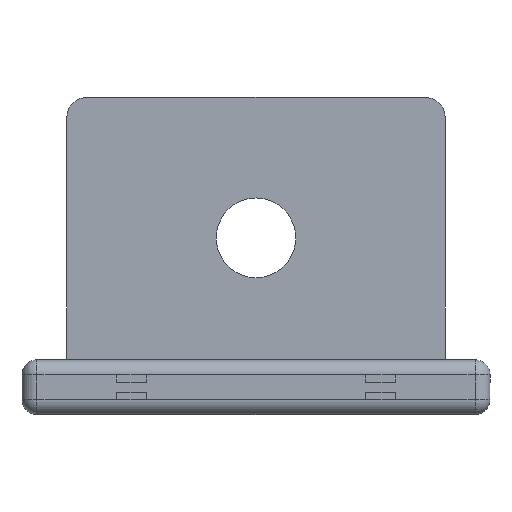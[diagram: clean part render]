
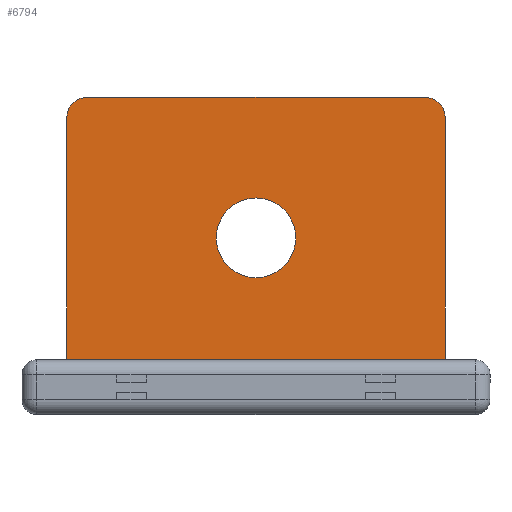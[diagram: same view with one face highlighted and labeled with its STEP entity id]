
A CAD part, left-side view. The second image highlights one B-rep face of the part: STEP entity #6794.
In plain terms, the highlighted planar face has unit normal (-1, 0, 0).
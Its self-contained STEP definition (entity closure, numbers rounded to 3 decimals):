
#159 = CARTESIAN_POINT ( 'NONE',  ( 20., -19., 27.1 ) ) ;
#169 = CARTESIAN_POINT ( 'NONE',  ( 20., -17., 29.1 ) ) ;
#250 = LINE ( 'NONE', #2670, #2987 ) ;
#273 = LINE ( 'NONE', #6362, #5107 ) ;
#456 = CARTESIAN_POINT ( 'NONE',  ( 20., 19., -0.9 ) ) ;
#536 = DIRECTION ( 'NONE',  ( -1., 0., 0. ) ) ;
#548 = ORIENTED_EDGE ( 'NONE', *, *, #677, .T. ) ;
#658 = VERTEX_POINT ( 'NONE', #2311 ) ;
#677 = EDGE_CURVE ( 'NONE', #2959, #6446, #5401, .T. ) ;
#762 = CARTESIAN_POINT ( 'NONE',  ( 20., 17., 27.1 ) ) ;
#791 = ORIENTED_EDGE ( 'NONE', *, *, #2285, .F. ) ;
#808 = CARTESIAN_POINT ( 'NONE',  ( 20., 19., 27.1 ) ) ;
#828 = DIRECTION ( 'NONE',  ( 0., -1., 0. ) ) ;
#913 = CARTESIAN_POINT ( 'NONE',  ( 20., 17., -0.9 ) ) ;
#962 = CARTESIAN_POINT ( 'NONE',  ( 20., 19., 29.1 ) ) ;
#1042 = ORIENTED_EDGE ( 'NONE', *, *, #6007, .T. ) ;
#1051 = DIRECTION ( 'NONE',  ( -1., 0., 0. ) ) ;
#1052 = VERTEX_POINT ( 'NONE', #7081 ) ;
#1082 = VECTOR ( 'NONE', #2427, 1000. ) ;
#1119 = EDGE_CURVE ( 'NONE', #7015, #2959, #5211, .T. ) ;
#1240 = EDGE_LOOP ( 'NONE', ( #6232, #5415 ) ) ;
#1341 = VERTEX_POINT ( 'NONE', #6945 ) ;
#1357 = VERTEX_POINT ( 'NONE', #6982 ) ;
#1358 = DIRECTION ( 'NONE',  ( 0., 0., -1. ) ) ;
#1412 = DIRECTION ( 'NONE',  ( 0., 0., -1. ) ) ;
#1435 = LINE ( 'NONE', #6253, #4652 ) ;
#1478 = DIRECTION ( 'NONE',  ( 0., 0., 1. ) ) ;
#1516 = CARTESIAN_POINT ( 'NONE',  ( 20., -17., -0.9 ) ) ;
#1546 = VECTOR ( 'NONE', #1744, 1000. ) ;
#1563 = EDGE_CURVE ( 'NONE', #6675, #4973, #3169, .T. ) ;
#1709 = EDGE_CURVE ( 'NONE', #6446, #5927, #3292, .T. ) ;
#1744 = DIRECTION ( 'NONE',  ( 0., -1., 0. ) ) ;
#1773 = ORIENTED_EDGE ( 'NONE', *, *, #4833, .T. ) ;
#1911 = CIRCLE ( 'NONE', #6327, 2. ) ;
#2002 = CARTESIAN_POINT ( 'NONE',  ( 20., 0., 15. ) ) ;
#2193 = DIRECTION ( 'NONE',  ( -1., 0., 0. ) ) ;
#2253 = DIRECTION ( 'NONE',  ( 0., 0., -1. ) ) ;
#2285 = EDGE_CURVE ( 'NONE', #658, #6750, #6708, .T. ) ;
#2311 = CARTESIAN_POINT ( 'NONE',  ( 20., 19., 1.1 ) ) ;
#2368 = EDGE_CURVE ( 'NONE', #5927, #5460, #4941, .T. ) ;
#2372 = FACE_OUTER_BOUND ( 'NONE', #7374, .T. ) ;
#2427 = DIRECTION ( 'NONE',  ( 0., 0., -1. ) ) ;
#2458 = EDGE_CURVE ( 'NONE', #4973, #6675, #5700, .T. ) ;
#2542 = DIRECTION ( 'NONE',  ( 1., 0., 0. ) ) ;
#2670 = CARTESIAN_POINT ( 'NONE',  ( 20., 11., -0.9 ) ) ;
#2697 = DIRECTION ( 'NONE',  ( 0., -1., 0. ) ) ;
#2836 = ORIENTED_EDGE ( 'NONE', *, *, #1709, .T. ) ;
#2959 = VERTEX_POINT ( 'NONE', #1516 ) ;
#2987 = VECTOR ( 'NONE', #5078, 1000. ) ;
#3105 = AXIS2_PLACEMENT_3D ( 'NONE', #6600, #1051, #5965 ) ;
#3169 = CIRCLE ( 'NONE', #6073, 4. ) ;
#3292 = LINE ( 'NONE', #4038, #4430 ) ;
#3481 = CARTESIAN_POINT ( 'NONE',  ( 20., 19., -0.9 ) ) ;
#3610 = CARTESIAN_POINT ( 'NONE',  ( 20., -11., -0.9 ) ) ;
#3767 = EDGE_CURVE ( 'NONE', #1357, #4144, #1435, .T. ) ;
#3803 = ORIENTED_EDGE ( 'NONE', *, *, #4551, .F. ) ;
#3865 = CIRCLE ( 'NONE', #3105, 2. ) ;
#3866 = CARTESIAN_POINT ( 'NONE',  ( 20., -11., 1.4 ) ) ;
#4022 = AXIS2_PLACEMENT_3D ( 'NONE', #7649, #2193, #4716 ) ;
#4038 = CARTESIAN_POINT ( 'NONE',  ( 20., -19., -0.9 ) ) ;
#4067 = FACE_BOUND ( 'NONE', #1240, .T. ) ;
#4144 = VERTEX_POINT ( 'NONE', #3866 ) ;
#4315 = AXIS2_PLACEMENT_3D ( 'NONE', #2002, #4416, #7463 ) ;
#4376 = ORIENTED_EDGE ( 'NONE', *, *, #2368, .T. ) ;
#4416 = DIRECTION ( 'NONE',  ( 1., 0., 0. ) ) ;
#4430 = VECTOR ( 'NONE', #1478, 1000. ) ;
#4551 = EDGE_CURVE ( 'NONE', #1357, #1341, #250, .T. ) ;
#4606 = DIRECTION ( 'NONE',  ( 0., -1., 0. ) ) ;
#4652 = VECTOR ( 'NONE', #828, 1000. ) ;
#4689 = AXIS2_PLACEMENT_3D ( 'NONE', #5086, #6273, #1412 ) ;
#4716 = DIRECTION ( 'NONE',  ( 0., 0., -1. ) ) ;
#4833 = EDGE_CURVE ( 'NONE', #4144, #7015, #6612, .T. ) ;
#4941 = CIRCLE ( 'NONE', #4689, 2. ) ;
#4973 = VERTEX_POINT ( 'NONE', #4986 ) ;
#4986 = CARTESIAN_POINT ( 'NONE',  ( 20., 0., 19. ) ) ;
#5050 = ORIENTED_EDGE ( 'NONE', *, *, #7691, .F. ) ;
#5078 = DIRECTION ( 'NONE',  ( 0., 0., -1. ) ) ;
#5086 = CARTESIAN_POINT ( 'NONE',  ( 20., -17., 27.1 ) ) ;
#5107 = VECTOR ( 'NONE', #2697, 1000. ) ;
#5211 = LINE ( 'NONE', #3481, #1546 ) ;
#5361 = DIRECTION ( 'NONE',  ( 0., 0., -1. ) ) ;
#5401 = CIRCLE ( 'NONE', #4022, 2. ) ;
#5415 = ORIENTED_EDGE ( 'NONE', *, *, #1563, .T. ) ;
#5460 = VERTEX_POINT ( 'NONE', #169 ) ;
#5490 = AXIS2_PLACEMENT_3D ( 'NONE', #456, #7670, #2253 ) ;
#5585 = VERTEX_POINT ( 'NONE', #913 ) ;
#5700 = CIRCLE ( 'NONE', #4315, 4. ) ;
#5706 = VECTOR ( 'NONE', #4606, 1000. ) ;
#5915 = CARTESIAN_POINT ( 'NONE',  ( 20., -19., 1.1 ) ) ;
#5927 = VERTEX_POINT ( 'NONE', #159 ) ;
#5965 = DIRECTION ( 'NONE',  ( 0., 0., -1. ) ) ;
#6007 = EDGE_CURVE ( 'NONE', #5585, #1341, #273, .T. ) ;
#6052 = ORIENTED_EDGE ( 'NONE', *, *, #7598, .T. ) ;
#6073 = AXIS2_PLACEMENT_3D ( 'NONE', #6174, #2542, #1358 ) ;
#6110 = CARTESIAN_POINT ( 'NONE',  ( 20., 19., -0.9 ) ) ;
#6174 = CARTESIAN_POINT ( 'NONE',  ( 20., 0., 15. ) ) ;
#6188 = CARTESIAN_POINT ( 'NONE',  ( 20., 0., 11. ) ) ;
#6232 = ORIENTED_EDGE ( 'NONE', *, *, #2458, .T. ) ;
#6253 = CARTESIAN_POINT ( 'NONE',  ( 20., -11., 1.4 ) ) ;
#6273 = DIRECTION ( 'NONE',  ( -1., 0., 0. ) ) ;
#6327 = AXIS2_PLACEMENT_3D ( 'NONE', #762, #536, #5361 ) ;
#6362 = CARTESIAN_POINT ( 'NONE',  ( 20., 19., -0.9 ) ) ;
#6384 = LINE ( 'NONE', #962, #5706 ) ;
#6446 = VERTEX_POINT ( 'NONE', #5915 ) ;
#6600 = CARTESIAN_POINT ( 'NONE',  ( 20., 17., 1.1 ) ) ;
#6612 = LINE ( 'NONE', #3610, #1082 ) ;
#6629 = DIRECTION ( 'NONE',  ( 0., 0., 1. ) ) ;
#6675 = VERTEX_POINT ( 'NONE', #6188 ) ;
#6708 = LINE ( 'NONE', #6110, #7732 ) ;
#6750 = VERTEX_POINT ( 'NONE', #808 ) ;
#6794 = ADVANCED_FACE ( 'NONE', ( #4067, #2372 ), #7827, .F. ) ;
#6834 = EDGE_CURVE ( 'NONE', #658, #5585, #3865, .T. ) ;
#6836 = ORIENTED_EDGE ( 'NONE', *, *, #1119, .T. ) ;
#6945 = CARTESIAN_POINT ( 'NONE',  ( 20., 11., -0.9 ) ) ;
#6982 = CARTESIAN_POINT ( 'NONE',  ( 20., 11., 1.4 ) ) ;
#7015 = VERTEX_POINT ( 'NONE', #7165 ) ;
#7081 = CARTESIAN_POINT ( 'NONE',  ( 20., 17., 29.1 ) ) ;
#7165 = CARTESIAN_POINT ( 'NONE',  ( 20., -11., -0.9 ) ) ;
#7271 = ORIENTED_EDGE ( 'NONE', *, *, #3767, .T. ) ;
#7374 = EDGE_LOOP ( 'NONE', ( #791, #7835, #1042, #3803, #7271, #1773, #6836, #548, #2836, #4376, #5050, #6052 ) ) ;
#7463 = DIRECTION ( 'NONE',  ( 0., 0., -1. ) ) ;
#7598 = EDGE_CURVE ( 'NONE', #1052, #6750, #1911, .T. ) ;
#7649 = CARTESIAN_POINT ( 'NONE',  ( 20., -17., 1.1 ) ) ;
#7670 = DIRECTION ( 'NONE',  ( 1., 0., 0. ) ) ;
#7691 = EDGE_CURVE ( 'NONE', #1052, #5460, #6384, .T. ) ;
#7732 = VECTOR ( 'NONE', #6629, 1000. ) ;
#7827 = PLANE ( 'NONE',  #5490 ) ;
#7835 = ORIENTED_EDGE ( 'NONE', *, *, #6834, .T. ) ;
